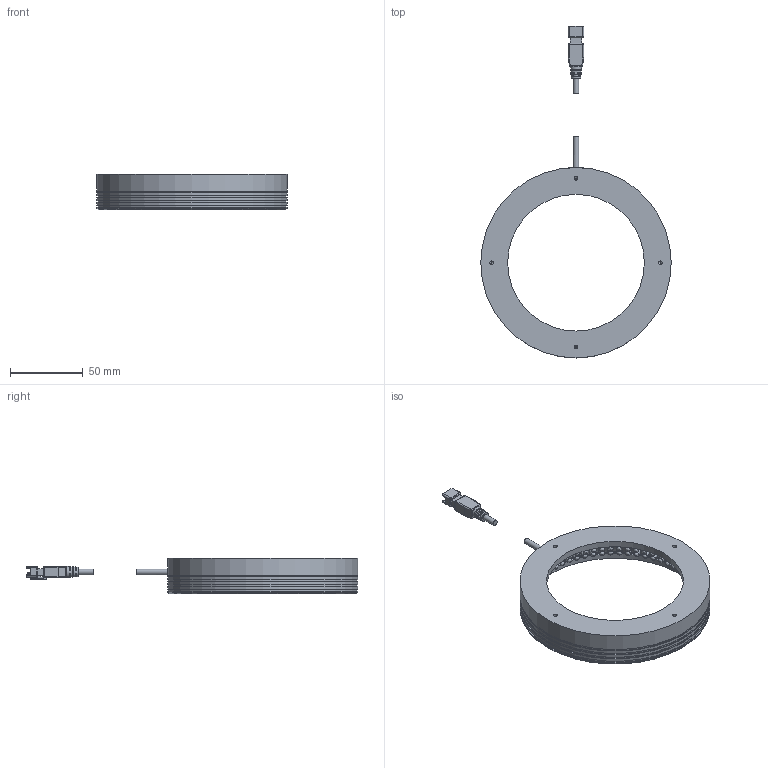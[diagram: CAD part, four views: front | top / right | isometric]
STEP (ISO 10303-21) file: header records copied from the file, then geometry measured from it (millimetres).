
FILE_DESCRIPTION(('STEP AP214'),'1');
FILE_NAME('VLR-75D130.stp','2023-07-03T09:02:03',(' '),(' '),'Spatial InterOp 3D',' ',' ');
FILE_SCHEMA(('AUTOMOTIVE_DESIGN { 1 0 10303 214 1 1 1 1 }'));
Length unit declared in the file: metre
Products named in the file (3): VLR-75D130; Component1; Component2
Assembly tree (2 placements, depth 2):
  VLR-75D130
    Component1
    Component2
Bounding box: 131 x 228.33 x 24.5 mm (x, y, z)
Volume: 74129.1 mm3; surface area: 45364.6 mm2
Topology: 2 solids, 2 shells, 1065 faces, 1885 edges, 1186 vertices
Faces by surface type: plane 471, cylinder 399, bspline 179, cone 8, torus 4, sphere 4
Full cylindrical faces by diameter (mm): 2.5 x4, 3.5 x175, 3.9 x2, 4 x175, 94 x1, 123 x1, 130 x4, 131 x5
Entity records: 45434 total; most frequent: CARTESIAN_POINT 18804, DIRECTION 3697, ORIENTED_EDGE 2614, EDGE_LOOP 1995, AXIS2_PLACEMENT_3D 1703, FACE_OUTER_BOUND 1607, EDGE_CURVE 1307, VERTEX_POINT 1166
